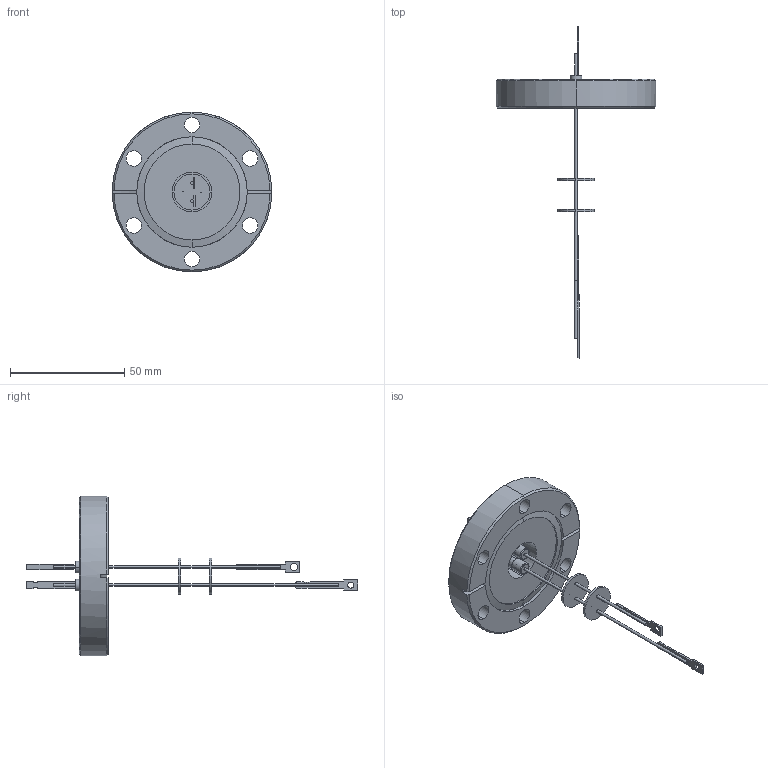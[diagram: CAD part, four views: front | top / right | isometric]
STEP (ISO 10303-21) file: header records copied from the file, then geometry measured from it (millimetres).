
FILE_DESCRIPTION (( 'STEP AP203' ), '1' );
FILE_NAME ('A2288-4-CF.STEP', '2011-11-17T18:28:19', ( '' ), ( '' ), 'SwSTEP 2.0', 'SolidWorks 2011', '' );
FILE_SCHEMA (( 'CONFIG_CONTROL_DESIGN' ));
Length unit declared in the file: inch
Products named in the file (1): A2288-4-CF
Bounding box: 69.85 x 145.16 x 69.85 mm (x, y, z)
Volume: 42408.8 mm3; surface area: 16195.6 mm2
Topology: 1 solids, 3 shells, 175 faces, 445 edges, 295 vertices
Faces by surface type: cylinder 92, plane 67, cone 12, torus 4
Entity records: 5715 total; most frequent: CARTESIAN_POINT 1147, DIRECTION 998, ORIENTED_EDGE 890, EDGE_CURVE 445, AXIS2_PLACEMENT_3D 392, VERTEX_POINT 295, EDGE_LOOP 226, CIRCLE 216
